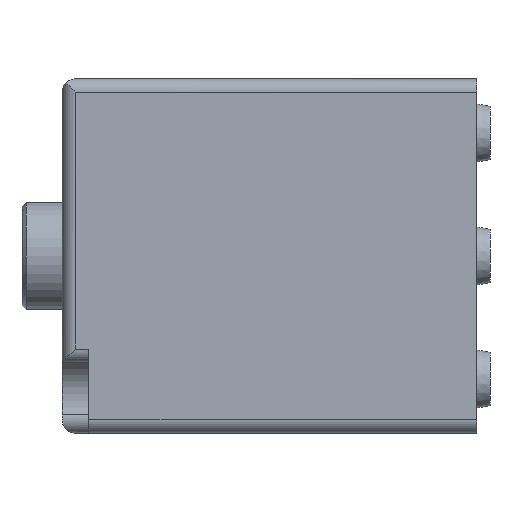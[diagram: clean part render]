
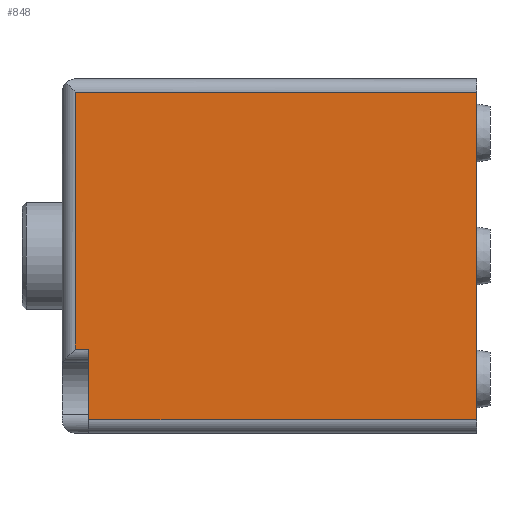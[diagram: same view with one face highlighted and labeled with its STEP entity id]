
A CAD part, left-side view. The second image highlights one B-rep face of the part: STEP entity #848.
In plain terms, the highlighted planar face has unit normal (-1, 0, 0).
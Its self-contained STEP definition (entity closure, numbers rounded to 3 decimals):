
#65=LINE('',#1339,#133);
#75=LINE('',#1380,#143);
#76=LINE('',#1383,#144);
#77=LINE('',#1384,#145);
#78=LINE('',#1386,#146);
#79=LINE('',#1388,#147);
#133=VECTOR('',#1050,1000.);
#143=VECTOR('',#1084,1000.);
#144=VECTOR('',#1085,1000.);
#145=VECTOR('',#1086,1000.);
#146=VECTOR('',#1087,1000.);
#147=VECTOR('',#1088,1000.);
#231=ORIENTED_EDGE('',*,*,#473,.F.);
#232=ORIENTED_EDGE('',*,*,#474,.T.);
#233=ORIENTED_EDGE('',*,*,#453,.F.);
#234=ORIENTED_EDGE('',*,*,#475,.F.);
#235=ORIENTED_EDGE('',*,*,#476,.T.);
#236=ORIENTED_EDGE('',*,*,#477,.T.);
#453=EDGE_CURVE('',#574,#567,#65,.T.);
#473=EDGE_CURVE('',#594,#595,#75,.T.);
#474=EDGE_CURVE('',#594,#567,#76,.T.);
#475=EDGE_CURVE('',#596,#574,#77,.T.);
#476=EDGE_CURVE('',#596,#597,#78,.T.);
#477=EDGE_CURVE('',#597,#595,#79,.T.);
#567=VERTEX_POINT('',#1325);
#574=VERTEX_POINT('',#1338);
#594=VERTEX_POINT('',#1381);
#595=VERTEX_POINT('',#1382);
#596=VERTEX_POINT('',#1385);
#597=VERTEX_POINT('',#1387);
#692=EDGE_LOOP('',(#231,#232,#233,#234,#235,#236));
#760=FACE_BOUND('',#692,.T.);
#822=PLANE('',#934);
#848=ADVANCED_FACE('',(#760),#822,.F.);
#934=AXIS2_PLACEMENT_3D('',#1379,#1082,#1083);
#1050=DIRECTION('',(0.,0.,-1.));
#1082=DIRECTION('',(1.,0.,0.));
#1083=DIRECTION('',(0.,0.,-1.));
#1084=DIRECTION('',(0.,0.,1.));
#1085=DIRECTION('',(0.,-1.,0.));
#1086=DIRECTION('',(0.,-1.,0.));
#1087=DIRECTION('',(0.,0.,-1.));
#1088=DIRECTION('',(0.,-1.,0.));
#1325=CARTESIAN_POINT('',(-13.25,1.,-12.25));
#1338=CARTESIAN_POINT('',(-13.25,1.,12.25));
#1339=CARTESIAN_POINT('',(-13.25,1.,-12.25));
#1379=CARTESIAN_POINT('',(-13.25,32.,-12.25));
#1380=CARTESIAN_POINT('',(-13.25,30.,-12.25));
#1381=CARTESIAN_POINT('',(-13.25,30.,-12.25));
#1382=CARTESIAN_POINT('',(-13.25,30.,-6.956));
#1383=CARTESIAN_POINT('',(-13.25,32.,-12.25));
#1384=CARTESIAN_POINT('',(-13.25,32.,12.25));
#1385=CARTESIAN_POINT('',(-13.25,31.,12.25));
#1386=CARTESIAN_POINT('',(-13.25,31.,20.));
#1387=CARTESIAN_POINT('',(-13.25,31.,-6.956));
#1388=CARTESIAN_POINT('',(-13.25,34.,-6.956));
